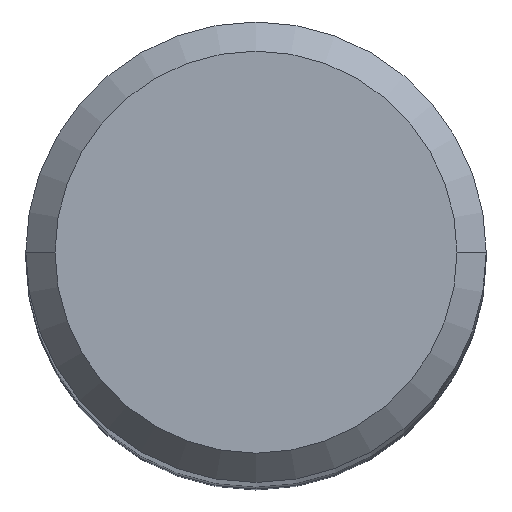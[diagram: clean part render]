
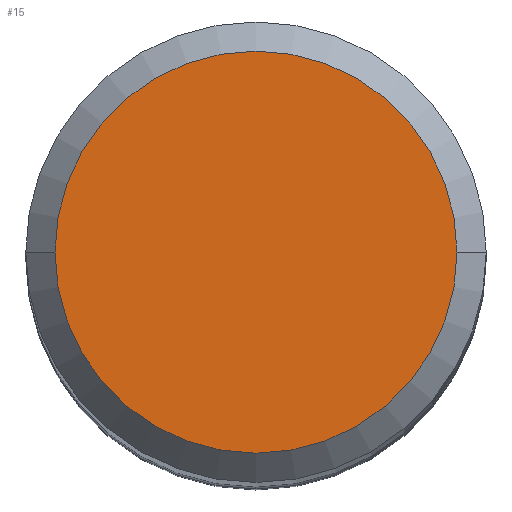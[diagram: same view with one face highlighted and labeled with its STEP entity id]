
A CAD part, top view. The second image highlights one B-rep face of the part: STEP entity #15.
In plain terms, the highlighted planar face has unit normal (0, 0, 1).
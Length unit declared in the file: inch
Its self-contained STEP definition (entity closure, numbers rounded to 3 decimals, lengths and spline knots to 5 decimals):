
#5 = CARTESIAN_POINT ( 'NONE',  ( -0.1375, 0., 0. ) ) ;
#15 = ADVANCED_FACE ( 'NONE', ( #349 ), #304, .F. ) ;
#17 = AXIS2_PLACEMENT_3D ( 'NONE', #232, #28, #420 ) ;
#28 = DIRECTION ( 'NONE',  ( 0., 0., 1. ) ) ;
#67 = EDGE_CURVE ( 'NONE', #365, #215, #293, .T. ) ;
#119 = CARTESIAN_POINT ( 'NONE',  ( 0., 0.1375, 0. ) ) ;
#134 = AXIS2_PLACEMENT_3D ( 'NONE', #119, #463, #235 ) ;
#210 = CIRCLE ( 'NONE', #305, 0.1375 ) ;
#215 = VERTEX_POINT ( 'NONE', #5 ) ;
#232 = CARTESIAN_POINT ( 'NONE',  ( 0., 0., 0. ) ) ;
#235 = DIRECTION ( 'NONE',  ( -1., 0., 0. ) ) ;
#243 = CARTESIAN_POINT ( 'NONE',  ( 0.1375, 0., 0. ) ) ;
#246 = ORIENTED_EDGE ( 'NONE', *, *, #351, .T. ) ;
#293 = CIRCLE ( 'NONE', #17, 0.1375 ) ;
#304 = PLANE ( 'NONE',  #134 ) ;
#305 = AXIS2_PLACEMENT_3D ( 'NONE', #468, #324, #319 ) ;
#319 = DIRECTION ( 'NONE',  ( 1., 0., 0. ) ) ;
#324 = DIRECTION ( 'NONE',  ( 0., 0., 1. ) ) ;
#349 = FACE_OUTER_BOUND ( 'NONE', #412, .T. ) ;
#351 = EDGE_CURVE ( 'NONE', #215, #365, #210, .T. ) ;
#365 = VERTEX_POINT ( 'NONE', #243 ) ;
#412 = EDGE_LOOP ( 'NONE', ( #246, #455 ) ) ;
#420 = DIRECTION ( 'NONE',  ( 1., 0., 0. ) ) ;
#455 = ORIENTED_EDGE ( 'NONE', *, *, #67, .T. ) ;
#463 = DIRECTION ( 'NONE',  ( 0., 0., -1. ) ) ;
#468 = CARTESIAN_POINT ( 'NONE',  ( 0., 0., 0. ) ) ;
